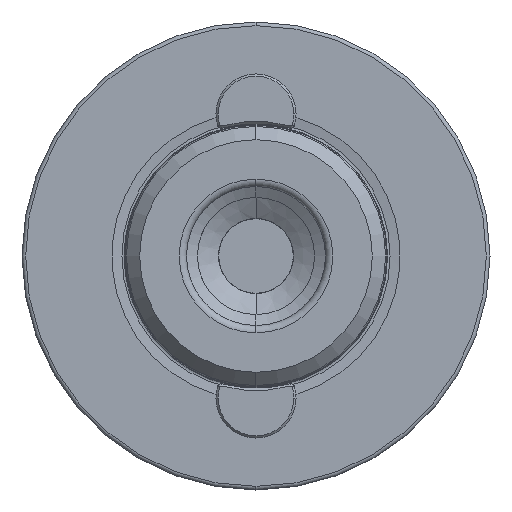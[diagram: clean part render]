
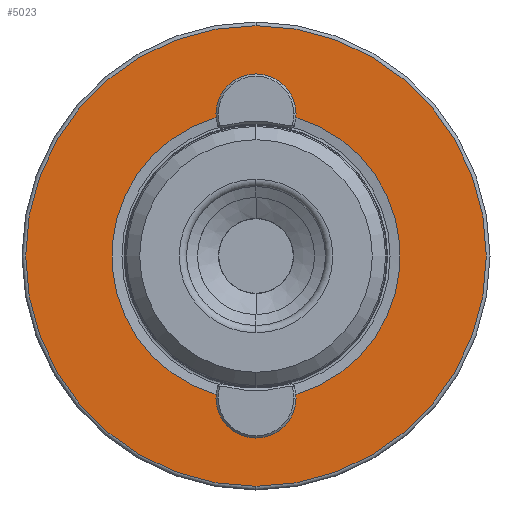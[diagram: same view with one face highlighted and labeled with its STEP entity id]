
A CAD part, left-side view. The second image highlights one B-rep face of the part: STEP entity #5023.
In plain terms, the highlighted planar face has unit normal (-1, 0, 0).
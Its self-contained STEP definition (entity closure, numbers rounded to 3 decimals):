
#5 = CIRCLE ( 'NONE', #3797, 3. ) ;
#137 = VERTEX_POINT ( 'NONE', #4964 ) ;
#366 = CIRCLE ( 'NONE', #395, 3. ) ;
#395 = AXIS2_PLACEMENT_3D ( 'NONE', #3049, #6958, #3616 ) ;
#451 = DIRECTION ( 'NONE',  ( -1., 0., 0. ) ) ;
#528 = CARTESIAN_POINT ( 'NONE',  ( 0., 2.305, -19.58 ) ) ;
#634 = CARTESIAN_POINT ( 'NONE',  ( 0., -2.305, 19.58 ) ) ;
#854 = EDGE_CURVE ( 'NONE', #5744, #4403, #5, .T. ) ;
#878 = CARTESIAN_POINT ( 'NONE',  ( 0., -2.305, -19.58 ) ) ;
#993 = EDGE_CURVE ( 'NONE', #4403, #2619, #6544, .T. ) ;
#1007 = AXIS2_PLACEMENT_3D ( 'NONE', #1395, #5251, #1952 ) ;
#1236 = EDGE_LOOP ( 'NONE', ( #5881, #6485, #2201, #2128, #6307, #5056 ) ) ;
#1244 = CARTESIAN_POINT ( 'NONE',  ( 0., 0., 0. ) ) ;
#1332 = AXIS2_PLACEMENT_3D ( 'NONE', #2922, #6835, #3496 ) ;
#1395 = CARTESIAN_POINT ( 'NONE',  ( 0., 0., 0. ) ) ;
#1464 = CARTESIAN_POINT ( 'NONE',  ( 0., 0., 0. ) ) ;
#1476 = AXIS2_PLACEMENT_3D ( 'NONE', #4352, #7169, #7190 ) ;
#1791 = DIRECTION ( 'NONE',  ( 0., 0., 1. ) ) ;
#1952 = DIRECTION ( 'NONE',  ( 0., 0., 1. ) ) ;
#2020 = DIRECTION ( 'NONE',  ( 0., 0., 1. ) ) ;
#2128 = ORIENTED_EDGE ( 'NONE', *, *, #5290, .F. ) ;
#2151 = AXIS2_PLACEMENT_3D ( 'NONE', #3766, #451, #4300 ) ;
#2178 = CIRCLE ( 'NONE', #4230, 31.5 ) ;
#2201 = ORIENTED_EDGE ( 'NONE', *, *, #2765, .F. ) ;
#2619 = VERTEX_POINT ( 'NONE', #878 ) ;
#2689 = CIRCLE ( 'NONE', #2151, 3. ) ;
#2731 = CARTESIAN_POINT ( 'NONE',  ( 0., 0., -31.5 ) ) ;
#2765 = EDGE_CURVE ( 'NONE', #4086, #5642, #2689, .T. ) ;
#2816 = ORIENTED_EDGE ( 'NONE', *, *, #6512, .T. ) ;
#2922 = CARTESIAN_POINT ( 'NONE',  ( 0., 0., 0. ) ) ;
#3049 = CARTESIAN_POINT ( 'NONE',  ( 0., 0., 21.5 ) ) ;
#3383 = CARTESIAN_POINT ( 'NONE',  ( 0., 0., -21.5 ) ) ;
#3430 = DIRECTION ( 'NONE',  ( -1., 0., 0. ) ) ;
#3458 = DIRECTION ( 'NONE',  ( 0., 0., 1. ) ) ;
#3496 = DIRECTION ( 'NONE',  ( 0., 0., 1. ) ) ;
#3572 = EDGE_CURVE ( 'NONE', #137, #5744, #5907, .T. ) ;
#3612 = AXIS2_PLACEMENT_3D ( 'NONE', #1464, #5328, #2020 ) ;
#3616 = DIRECTION ( 'NONE',  ( 0., 0., 1. ) ) ;
#3646 = EDGE_CURVE ( 'NONE', #4795, #5064, #4068, .T. ) ;
#3766 = CARTESIAN_POINT ( 'NONE',  ( 0., 0., 21.5 ) ) ;
#3797 = AXIS2_PLACEMENT_3D ( 'NONE', #3383, #3430, #3458 ) ;
#3845 = CIRCLE ( 'NONE', #1332, 19.715 ) ;
#3938 = CARTESIAN_POINT ( 'NONE',  ( 0., 0., -21.5 ) ) ;
#4068 = CIRCLE ( 'NONE', #3612, 31.5 ) ;
#4086 = VERTEX_POINT ( 'NONE', #634 ) ;
#4230 = AXIS2_PLACEMENT_3D ( 'NONE', #1244, #5108, #1791 ) ;
#4300 = DIRECTION ( 'NONE',  ( 0., 0., 1. ) ) ;
#4352 = CARTESIAN_POINT ( 'NONE',  ( 0., 0., -19.715 ) ) ;
#4403 = VERTEX_POINT ( 'NONE', #5303 ) ;
#4468 = DIRECTION ( 'NONE',  ( -1., 0., 0. ) ) ;
#4574 = DIRECTION ( 'NONE',  ( 0., 0., 1. ) ) ;
#4613 = ORIENTED_EDGE ( 'NONE', *, *, #3646, .T. ) ;
#4702 = FACE_BOUND ( 'NONE', #1236, .T. ) ;
#4729 = CARTESIAN_POINT ( 'NONE',  ( 0., 0., 31.5 ) ) ;
#4795 = VERTEX_POINT ( 'NONE', #4729 ) ;
#4964 = CARTESIAN_POINT ( 'NONE',  ( 0., 2.305, 19.58 ) ) ;
#5023 = ADVANCED_FACE ( 'NONE', ( #4702, #6208 ), #6056, .F. ) ;
#5056 = ORIENTED_EDGE ( 'NONE', *, *, #854, .F. ) ;
#5064 = VERTEX_POINT ( 'NONE', #2731 ) ;
#5108 = DIRECTION ( 'NONE',  ( -1., 0., 0. ) ) ;
#5251 = DIRECTION ( 'NONE',  ( -1., 0., 0. ) ) ;
#5290 = EDGE_CURVE ( 'NONE', #2619, #4086, #3845, .T. ) ;
#5303 = CARTESIAN_POINT ( 'NONE',  ( 0., 0., -24.5 ) ) ;
#5328 = DIRECTION ( 'NONE',  ( -1., 0., 0. ) ) ;
#5642 = VERTEX_POINT ( 'NONE', #6553 ) ;
#5744 = VERTEX_POINT ( 'NONE', #528 ) ;
#5881 = ORIENTED_EDGE ( 'NONE', *, *, #3572, .F. ) ;
#5907 = CIRCLE ( 'NONE', #1007, 19.715 ) ;
#6056 = PLANE ( 'NONE',  #1476 ) ;
#6208 = FACE_OUTER_BOUND ( 'NONE', #6829, .T. ) ;
#6307 = ORIENTED_EDGE ( 'NONE', *, *, #993, .F. ) ;
#6485 = ORIENTED_EDGE ( 'NONE', *, *, #6691, .F. ) ;
#6512 = EDGE_CURVE ( 'NONE', #5064, #4795, #2178, .T. ) ;
#6544 = CIRCLE ( 'NONE', #7172, 3. ) ;
#6553 = CARTESIAN_POINT ( 'NONE',  ( 0., 0., 24.5 ) ) ;
#6691 = EDGE_CURVE ( 'NONE', #5642, #137, #366, .T. ) ;
#6829 = EDGE_LOOP ( 'NONE', ( #4613, #2816 ) ) ;
#6835 = DIRECTION ( 'NONE',  ( -1., 0., 0. ) ) ;
#6958 = DIRECTION ( 'NONE',  ( -1., 0., 0. ) ) ;
#7169 = DIRECTION ( 'NONE',  ( 1., 0., 0. ) ) ;
#7172 = AXIS2_PLACEMENT_3D ( 'NONE', #3938, #4468, #4574 ) ;
#7190 = DIRECTION ( 'NONE',  ( 0., 0., -1. ) ) ;
